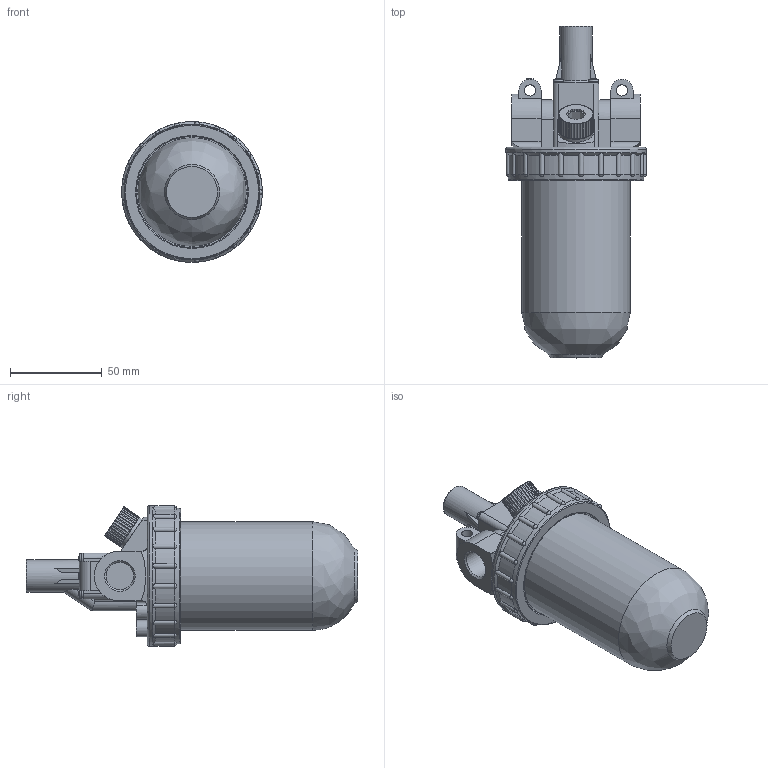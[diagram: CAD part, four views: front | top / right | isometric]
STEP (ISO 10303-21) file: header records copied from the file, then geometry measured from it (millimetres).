
FILE_DESCRIPTION( ( 'STEP AP203' ), ' ' );
FILE_NAME( '9.2322.00.000.0V.stp', '2017-04-12T13:30:15', ( '' ), ( '' ), ' ', 'PARTsolutions', ' ' );
FILE_SCHEMA( ( 'CONFIG_CONTROL_DESIGN' ) );
Length unit declared in the file: millimetre
Products named in the file (3): 9.2322.00.000.0V; _750 K-1; _750 K-2
Assembly tree (2 placements, depth 2):
  9.2322.00.000.0V
    _750 K-1
    _750 K-2
Bounding box: 76.6 x 180.5 x 76.6 mm (x, y, z)
Volume: 389284 mm3; surface area: 47661.7 mm2
Topology: 2 solids, 2 shells, 361 faces, 1042 edges, 682 vertices
Faces by surface type: plane 169, cylinder 118, cone 36, sphere 25, torus 12, bspline 1
Full cylindrical faces by diameter (mm): 4.134 x3, 6.2 x2, 9 x2, 9.2 x1, 10 x1, 14.95 x2, 17.5 x1, 19 x1, 59 x1, 76.6 x1
Entity records: 12318 total; most frequent: CARTESIAN_POINT 3146, DIRECTION 1925, ORIENTED_EDGE 1862, EDGE_CURVE 931, AXIS2_PLACEMENT_3D 769, VERTEX_POINT 652, EDGE_LOOP 422, CIRCLE 390
